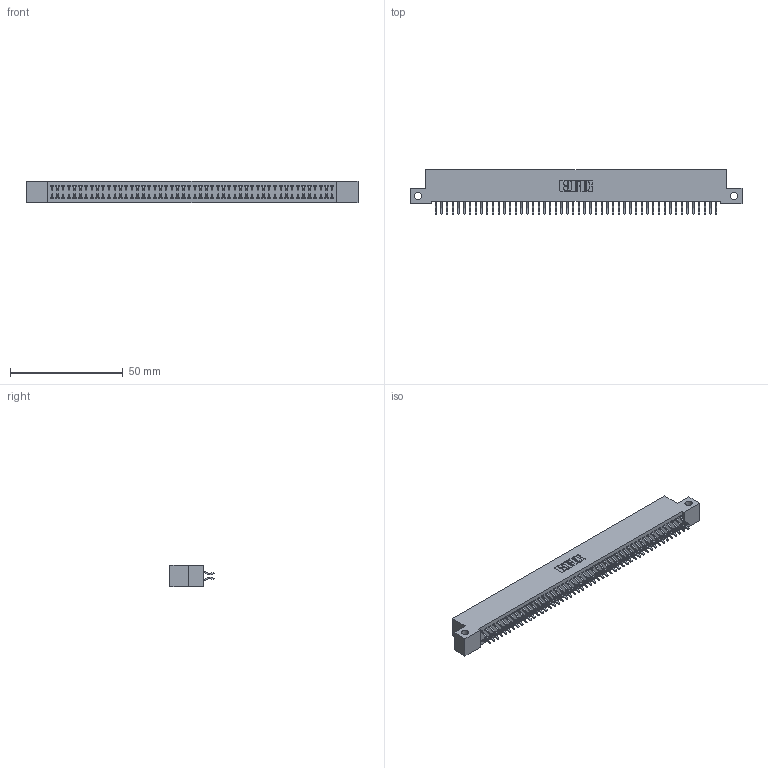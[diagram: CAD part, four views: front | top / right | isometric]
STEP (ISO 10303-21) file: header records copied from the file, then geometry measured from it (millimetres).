
FILE_DESCRIPTION (( 'STEP AP203' ), '1' );
FILE_NAME ('342-100-556-212.STEP', '2019-10-04T17:50:25', ( '' ), ( '' ), 'SwSTEP 2.0', 'SolidWorks 2016', '' );
FILE_SCHEMA (( 'CONFIG_CONTROL_DESIGN' ));
Length unit declared in the file: inch
Products named in the file (3): 342 Part_Side Mount; 345-292-001_556 Tail; 342-100-556-212
Assembly tree (101 placements, depth 2):
  342-100-556-212
    342 Part_Side Mount
    345-292-001_556 Tail  x100
Bounding box: 147.32 x 19.58 x 9.4 mm (x, y, z)
Volume: 13198.1 mm3; surface area: 21423.5 mm2
Topology: 101 solids, 101 shells, 5910 faces, 17599 edges, 11598 vertices
Faces by surface type: plane 4066, cylinder 1844
Entity records: 31223 total; most frequent: CARTESIAN_POINT 5178, ORIENTED_EDGE 5102, DIRECTION 4399, EDGE_CURVE 2551, VECTOR 2415, LINE 2415, VERTEX_POINT 1698, AXIS2_PLACEMENT_3D 992
